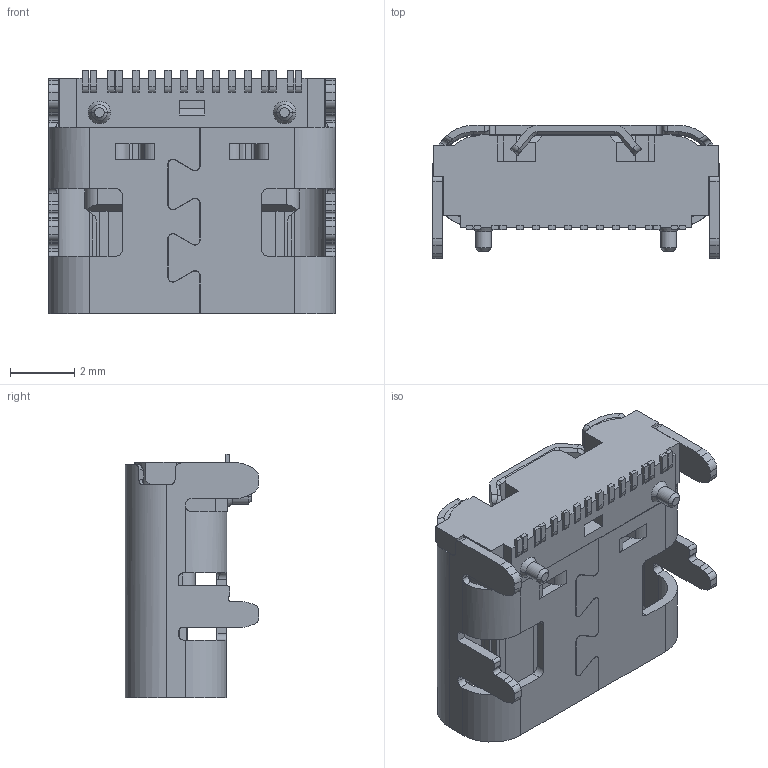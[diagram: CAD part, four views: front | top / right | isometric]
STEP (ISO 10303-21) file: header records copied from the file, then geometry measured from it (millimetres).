
FILE_DESCRIPTION((''),'2;1');
FILE_NAME('16PIN-L_7_35','2018-10-16T',('sanwin'),(''),'PRO/ENGINEER BY PARAMETRIC TECHNOLOGY CORPORATION, 2011310','PRO/ENGINEER BY PARAMETRIC TECHNOLOGY CORPORATION, 2011310','');
FILE_SCHEMA(('CONFIG_CONTROL_DESIGN'));
Length unit declared in the file: millimetre
Products named in the file (1): 16PIN-L_7_35
Bounding box: 8.94 x 4.16 x 7.6 mm (x, y, z)
Volume: 114.3 mm3; surface area: 480.9 mm2
Topology: 1 solids, 1 shells, 722 faces, 2118 edges, 1369 vertices
Faces by surface type: plane 507, cylinder 183, cone 26, bspline 6
Entity records: 24336 total; most frequent: CARTESIAN_POINT 4943, ORIENTED_EDGE 4236, DIRECTION 3846, EDGE_CURVE 2118, VECTOR 1638, LINE 1638, VERTEX_POINT 1369, AXIS2_PLACEMENT_3D 1104
